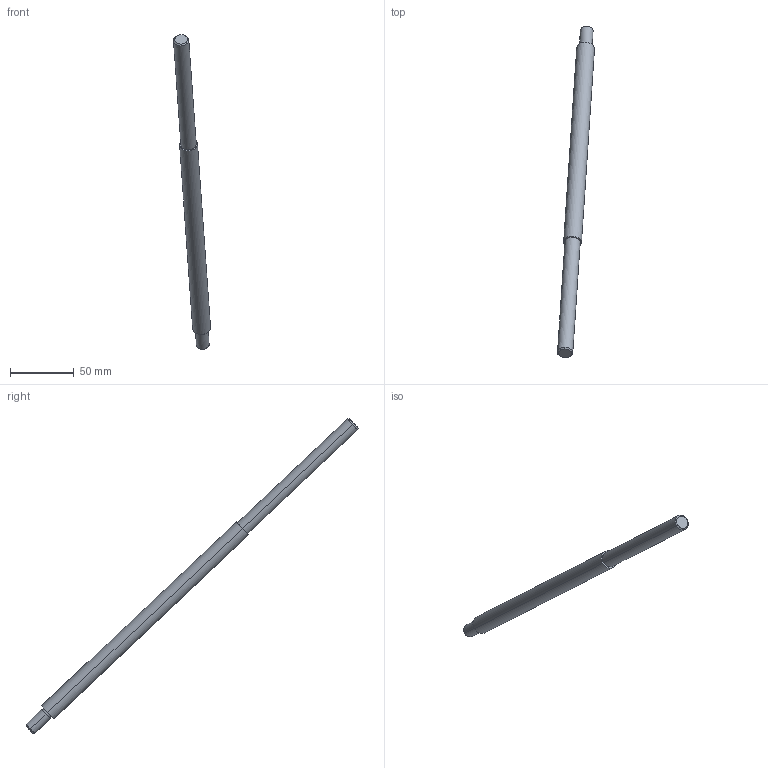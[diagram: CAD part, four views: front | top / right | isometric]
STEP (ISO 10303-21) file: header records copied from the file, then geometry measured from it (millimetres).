
FILE_DESCRIPTION(('Creo Elements/Direct Modeling STEP Export'),'2;1');
FILE_NAME('tige_guidage_ressort.stp','2015-12-02T 9:35:37',(''),(''),'Creo Elements/Direct Modeling STEP processor for AP214 (Solid Model)','Creo Elements/Direct Modeling 18.1B 29-Sep-2012 (C) Parametric Technology GmbH','');
FILE_SCHEMA(('AUTOMOTIVE_DESIGN { 1 0 10303 214 1 1 1 1 }'));
Length unit declared in the file: millimetre
Products named in the file (2): tuberessort; tuberessort.1
Assembly tree (1 placements, depth 2):
  tuberessort.1
    tuberessort
Bounding box: 29.02 x 260.33 x 246.66 mm (x, y, z)
Volume: 47380.5 mm3; surface area: 14697.3 mm2
Topology: 1 solids, 1 shells, 21 faces, 42 edges, 26 vertices
Faces by surface type: cylinder 12, plane 5, cone 4
Entity records: 541 total; most frequent: ORIENTED_EDGE 84, DIRECTION 78, CARTESIAN_POINT 73, EDGE_CURVE 42, AXIS2_PLACEMENT_3D 31, VERTEX_POINT 26, EDGE_LOOP 24, FACE_OUTER_BOUND 21
